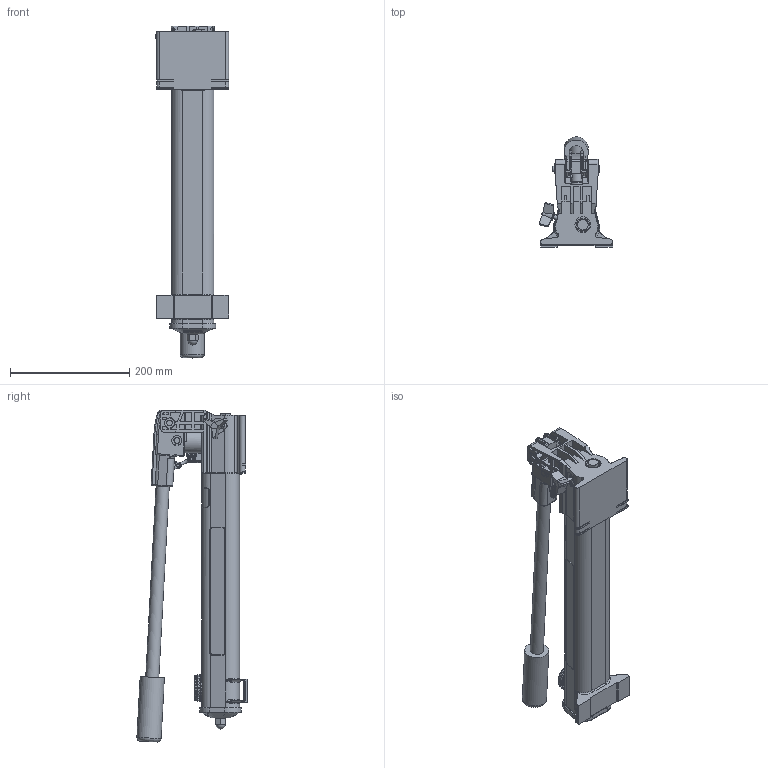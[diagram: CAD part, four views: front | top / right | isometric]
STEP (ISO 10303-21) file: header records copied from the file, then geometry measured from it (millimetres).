
FILE_DESCRIPTION(('FreeCAD Model'),'2;1');
FILE_NAME('Open CASCADE Shape Model','2025-04-17T05:11:44',('FreeCAD'),( 'FreeCAD'),'Open CASCADE STEP processor 7.6','FreeCAD','Unknown');
FILE_SCHEMA(('AUTOMOTIVE_DESIGN { 1 0 10303 214 1 1 1 1 }'));
Products named in the file (1): Open CASCADE STEP translator 7.6 1
Bounding box: 122.9 x 184.84 x 556.57 mm (x, y, z)
Volume: 1258427.5 mm3; surface area: 415028.5 mm2
Topology: 5 solids, 5 shells, 2770 faces, 7196 edges, 4504 vertices
Faces by surface type: plane 1479, cylinder 677, bspline 329, torus 163, cone 78, sphere 44
Full cylindrical faces by diameter (mm): 3.175 x2, 3.556 x1, 4.386 x1, 4.877 x2, 5.22 x1, 5.994 x2, 6.095 x1, 6.096 x1, 6.325 x1, 6.35 x2, 7.137 x2, 7.506 x1, 7.645 x1, 7.734 x1, 7.747 x1, 7.874 x1, 9.347 x2, 9.411 x2, 9.449 x2, 9.627 x3, 9.652 x2, 9.665 x2, 9.83 x1, 10.82 x1, 11.074 x1, 11.938 x1, 12.598 x3, 12.649 x1, 12.7 x2, 14.224 x2
Entity records: 118648 total; most frequent: CARTESIAN_POINT 53778, ORIENTED_EDGE 14336, DIRECTION 12415, EDGE_CURVE 7168, VERTEX_POINT 4504, AXIS2_PLACEMENT_3D 4265, LINE 3885, VECTOR 3885
